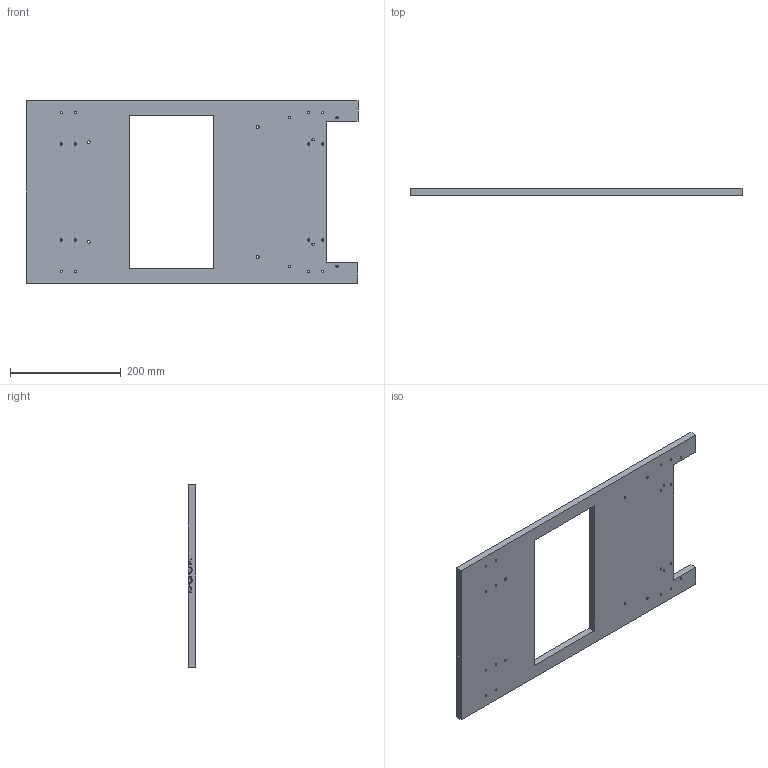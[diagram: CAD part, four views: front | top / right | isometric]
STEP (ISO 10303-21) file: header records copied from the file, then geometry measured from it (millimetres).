
FILE_DESCRIPTION (( 'STEP AP214' ), '1' );
FILE_NAME ('Full Frame with no self cut extrudes for creo optimization step file.STEP', '2022-02-13T19:06:00', ( '' ), ( '' ), 'SwSTEP 2.0', 'SolidWorks 2021', '' );
FILE_SCHEMA (( 'AUTOMOTIVE_DESIGN' ));
Length unit declared in the file: inch
Products named in the file (1): Full Frame with no self cut extrudes for creo optimization step file
Bounding box: 600.08 x 12.7 x 330.2 mm (x, y, z)
Volume: 1788158.2 mm3; surface area: 322350.9 mm2
Topology: 1 solids, 1 shells, 99 faces, 291 edges, 194 vertices
Faces by surface type: cylinder 52, plane 35, bspline 12
Entity records: 4794 total; most frequent: CARTESIAN_POINT 1245, ORIENTED_EDGE 582, DIRECTION 547, EDGE_CURVE 291, VERTEX_POINT 194, AXIS2_PLACEMENT_3D 192, VECTOR 163, LINE 163
